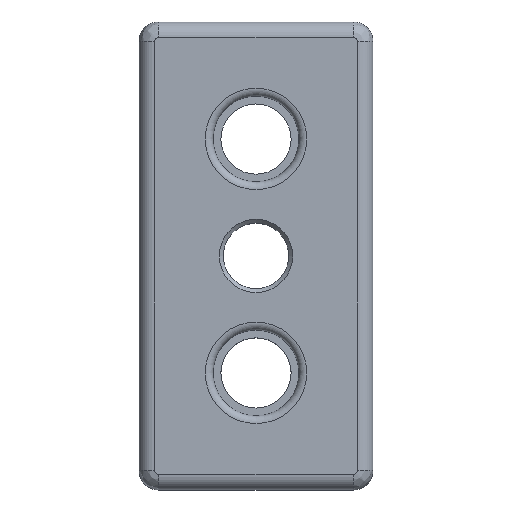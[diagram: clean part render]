
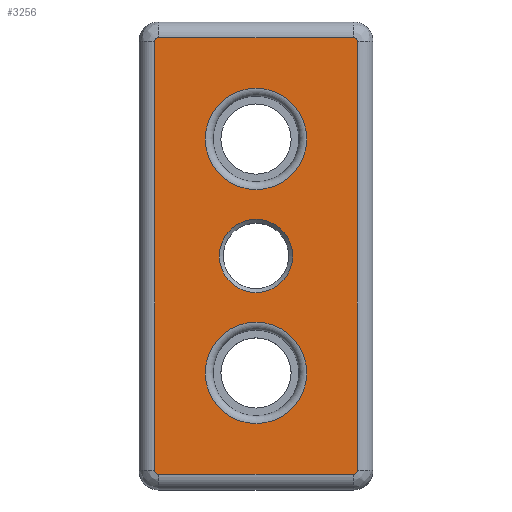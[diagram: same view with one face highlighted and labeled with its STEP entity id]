
A CAD part, top view. The second image highlights one B-rep face of the part: STEP entity #3256.
In plain terms, the highlighted planar face has unit normal (0, 0, 1).
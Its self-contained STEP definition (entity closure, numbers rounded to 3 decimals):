
#67=FACE_BOUND('',#967,.T.);
#68=FACE_BOUND('',#968,.T.);
#69=FACE_BOUND('',#969,.T.);
#89=PLANE('',#3668);
#225=LINE('',#5201,#415);
#226=LINE('',#5217,#416);
#227=LINE('',#5233,#417);
#228=LINE('',#5247,#418);
#415=VECTOR('',#4181,1000.);
#416=VECTOR('',#4190,1000.);
#417=VECTOR('',#4199,1000.);
#418=VECTOR('',#4206,1000.);
#757=FACE_OUTER_BOUND('',#966,.T.);
#966=EDGE_LOOP('',(#2581,#2582,#2583,#2584,#2585,#2586,#2587,#2588));
#967=EDGE_LOOP('',(#2589));
#968=EDGE_LOOP('',(#2590));
#969=EDGE_LOOP('',(#2591));
#1064=CIRCLE('',#3374,6.5);
#1068=CIRCLE('',#3379,6.5);
#1079=CIRCLE('',#3394,4.7);
#1157=CIRCLE('',#3510,0.5);
#1161=CIRCLE('',#3515,0.5);
#1164=CIRCLE('',#3519,0.5);
#1167=CIRCLE('',#3523,0.5);
#1294=VERTEX_POINT('',#4785);
#1297=VERTEX_POINT('',#4793);
#1307=VERTEX_POINT('',#4821);
#1448=VERTEX_POINT('',#5193);
#1449=VERTEX_POINT('',#5195);
#1450=VERTEX_POINT('',#5199);
#1451=VERTEX_POINT('',#5211);
#1452=VERTEX_POINT('',#5215);
#1453=VERTEX_POINT('',#5227);
#1454=VERTEX_POINT('',#5231);
#1455=VERTEX_POINT('',#5243);
#1570=EDGE_CURVE('',#1294,#1294,#1064,.T.);
#1574=EDGE_CURVE('',#1297,#1297,#1068,.T.);
#1589=EDGE_CURVE('',#1307,#1307,#1079,.T.);
#1773=EDGE_CURVE('',#1448,#1449,#1157,.T.);
#1776=EDGE_CURVE('',#1450,#1448,#225,.T.);
#1778=EDGE_CURVE('',#1451,#1450,#1161,.T.);
#1780=EDGE_CURVE('',#1452,#1451,#226,.T.);
#1782=EDGE_CURVE('',#1453,#1452,#1164,.T.);
#1784=EDGE_CURVE('',#1454,#1453,#227,.T.);
#1786=EDGE_CURVE('',#1455,#1454,#1167,.T.);
#1787=EDGE_CURVE('',#1449,#1455,#228,.T.);
#2581=ORIENTED_EDGE('',*,*,#1782,.F.);
#2582=ORIENTED_EDGE('',*,*,#1784,.F.);
#2583=ORIENTED_EDGE('',*,*,#1786,.F.);
#2584=ORIENTED_EDGE('',*,*,#1787,.F.);
#2585=ORIENTED_EDGE('',*,*,#1773,.F.);
#2586=ORIENTED_EDGE('',*,*,#1776,.F.);
#2587=ORIENTED_EDGE('',*,*,#1778,.F.);
#2588=ORIENTED_EDGE('',*,*,#1780,.F.);
#2589=ORIENTED_EDGE('',*,*,#1570,.F.);
#2590=ORIENTED_EDGE('',*,*,#1574,.F.);
#2591=ORIENTED_EDGE('',*,*,#1589,.T.);
#3256=ADVANCED_FACE('',(#757,#67,#68,#69),#89,.F.);
#3374=AXIS2_PLACEMENT_3D('',#4786,#3791,#3792);
#3379=AXIS2_PLACEMENT_3D('',#4794,#3801,#3802);
#3394=AXIS2_PLACEMENT_3D('',#4823,#3835,#3836);
#3510=AXIS2_PLACEMENT_3D('',#5196,#4173,#4174);
#3515=AXIS2_PLACEMENT_3D('',#5213,#4184,#4185);
#3519=AXIS2_PLACEMENT_3D('',#5229,#4193,#4194);
#3523=AXIS2_PLACEMENT_3D('',#5245,#4202,#4203);
#3668=AXIS2_PLACEMENT_3D('',#5923,#4537,#4538);
#3791=DIRECTION('center_axis',(0.,0.,1.));
#3792=DIRECTION('ref_axis',(1.,0.,0.));
#3801=DIRECTION('center_axis',(0.,0.,1.));
#3802=DIRECTION('ref_axis',(1.,0.,0.));
#3835=DIRECTION('center_axis',(0.,0.,-1.));
#3836=DIRECTION('ref_axis',(1.,0.,0.));
#4173=DIRECTION('center_axis',(0.,0.,-1.));
#4174=DIRECTION('ref_axis',(0.,1.,0.));
#4181=DIRECTION('',(0.,1.,0.));
#4184=DIRECTION('center_axis',(0.,0.,-1.));
#4185=DIRECTION('ref_axis',(-1.,0.,0.));
#4190=DIRECTION('',(-1.,0.,0.));
#4193=DIRECTION('center_axis',(0.,0.,
-1.));
#4194=DIRECTION('ref_axis',(0.,-1.,0.));
#4199=DIRECTION('',(0.,-1.,0.));
#4202=DIRECTION('center_axis',(0.,0.,
-1.));
#4203=DIRECTION('ref_axis',(1.,0.,0.));
#4206=DIRECTION('',(1.,0.,0.));
#4537=DIRECTION('center_axis',(0.,0.,-1.));
#4538=DIRECTION('ref_axis',(-1.,0.,0.));
#4785=CARTESIAN_POINT('',(6.5,-15.,12.));
#4786=CARTESIAN_POINT('Origin',(0.,-15.,12.));
#4793=CARTESIAN_POINT('',(6.5,15.,12.));
#4794=CARTESIAN_POINT('Origin',(0.,15.,12.));
#4821=CARTESIAN_POINT('',(-4.7,0.,12.));
#4823=CARTESIAN_POINT('Origin',(0.,0.,12.));
#5193=CARTESIAN_POINT('',(-13.,27.5,12.));
#5195=CARTESIAN_POINT('',(-12.5,28.,12.));
#5196=CARTESIAN_POINT('Origin',(-12.5,27.5,12.));
#5199=CARTESIAN_POINT('',(-13.,-27.5,12.));
#5201=CARTESIAN_POINT('',(-13.,30.,12.));
#5211=CARTESIAN_POINT('',(-12.5,-28.,12.));
#5213=CARTESIAN_POINT('Origin',(-12.5,-27.5,12.));
#5215=CARTESIAN_POINT('',(12.5,-28.,12.));
#5217=CARTESIAN_POINT('',(15.,-28.,12.));
#5227=CARTESIAN_POINT('',(13.,-27.5,12.));
#5229=CARTESIAN_POINT('Origin',(12.5,-27.5,12.));
#5231=CARTESIAN_POINT('',(13.,27.5,12.));
#5233=CARTESIAN_POINT('',(13.,30.,12.));
#5243=CARTESIAN_POINT('',(12.5,28.,12.));
#5245=CARTESIAN_POINT('Origin',(12.5,27.5,12.));
#5247=CARTESIAN_POINT('',(15.,28.,12.));
#5923=CARTESIAN_POINT('Origin',(15.,30.,12.));
